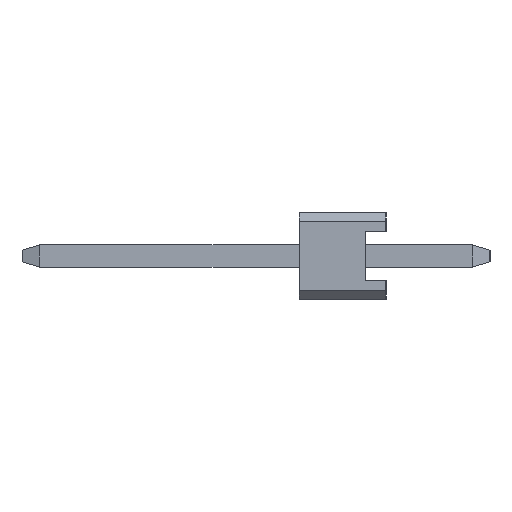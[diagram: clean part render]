
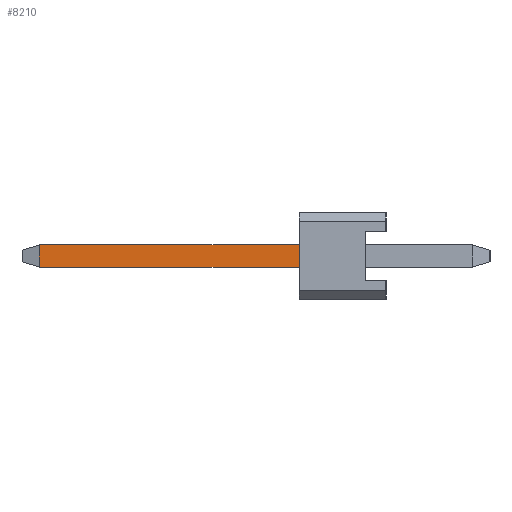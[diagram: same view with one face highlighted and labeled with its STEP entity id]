
A CAD part, left-side view. The second image highlights one B-rep face of the part: STEP entity #8210.
In plain terms, the highlighted planar face has unit normal (-1, 0, 0).
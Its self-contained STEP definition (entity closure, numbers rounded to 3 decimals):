
#368 = CARTESIAN_POINT ( 'NONE',  ( -30.8, 2.5, 0. ) ) ;
#856 = ORIENTED_EDGE ( 'NONE', *, *, #9871, .T. ) ;
#882 = DIRECTION ( 'NONE',  ( 0., -1., 0. ) ) ;
#1557 = ORIENTED_EDGE ( 'NONE', *, *, #11215, .F. ) ;
#2198 = CARTESIAN_POINT ( 'NONE',  ( -30.8, 10., -0.32 ) ) ;
#2234 = LINE ( 'NONE', #6308, #5791 ) ;
#2502 = PLANE ( 'NONE',  #10900 ) ;
#2786 = VERTEX_POINT ( 'NONE', #4239 ) ;
#2798 = VECTOR ( 'NONE', #882, 1000. ) ;
#3306 = ORIENTED_EDGE ( 'NONE', *, *, #7132, .T. ) ;
#3451 = VERTEX_POINT ( 'NONE', #11300 ) ;
#4013 = VECTOR ( 'NONE', #12727, 1000. ) ;
#4239 = CARTESIAN_POINT ( 'NONE',  ( -30.8, 2.5, -0.32 ) ) ;
#4254 = VECTOR ( 'NONE', #13078, 1000. ) ;
#4331 = DIRECTION ( 'NONE',  ( 0., 0., -1. ) ) ;
#4832 = LINE ( 'NONE', #8955, #4254 ) ;
#4836 = ORIENTED_EDGE ( 'NONE', *, *, #11426, .T. ) ;
#5612 = EDGE_LOOP ( 'NONE', ( #1557, #4836, #3306, #856 ) ) ;
#5791 = VECTOR ( 'NONE', #4331, 1000. ) ;
#5962 = CARTESIAN_POINT ( 'NONE',  ( -30.8, 10.5, -0.32 ) ) ;
#6113 = VERTEX_POINT ( 'NONE', #2198 ) ;
#6308 = CARTESIAN_POINT ( 'NONE',  ( -30.8, 10., 0.32 ) ) ;
#6705 = CARTESIAN_POINT ( 'NONE',  ( -30.8, 10.5, 0.32 ) ) ;
#6914 = DIRECTION ( 'NONE',  ( 0., 1., 0. ) ) ;
#7132 = EDGE_CURVE ( 'NONE', #6113, #2786, #9257, .T. ) ;
#7654 = DIRECTION ( 'NONE',  ( 1., 0., 0. ) ) ;
#8210 = ADVANCED_FACE ( 'NONE', ( #8868 ), #2502, .F. ) ;
#8512 = VERTEX_POINT ( 'NONE', #11484 ) ;
#8868 = FACE_OUTER_BOUND ( 'NONE', #5612, .T. ) ;
#8955 = CARTESIAN_POINT ( 'NONE',  ( -30.8, 10.5, 0.32 ) ) ;
#9257 = LINE ( 'NONE', #5962, #2798 ) ;
#9628 = LINE ( 'NONE', #368, #4013 ) ;
#9871 = EDGE_CURVE ( 'NONE', #2786, #8512, #9628, .T. ) ;
#10900 = AXIS2_PLACEMENT_3D ( 'NONE', #6705, #7654, #6914 ) ;
#11215 = EDGE_CURVE ( 'NONE', #3451, #8512, #4832, .T. ) ;
#11300 = CARTESIAN_POINT ( 'NONE',  ( -30.8, 10., 0.32 ) ) ;
#11426 = EDGE_CURVE ( 'NONE', #3451, #6113, #2234, .T. ) ;
#11484 = CARTESIAN_POINT ( 'NONE',  ( -30.8, 2.5, 0.32 ) ) ;
#12727 = DIRECTION ( 'NONE',  ( 0., 0., 1. ) ) ;
#13078 = DIRECTION ( 'NONE',  ( 0., -1., 0. ) ) ;
